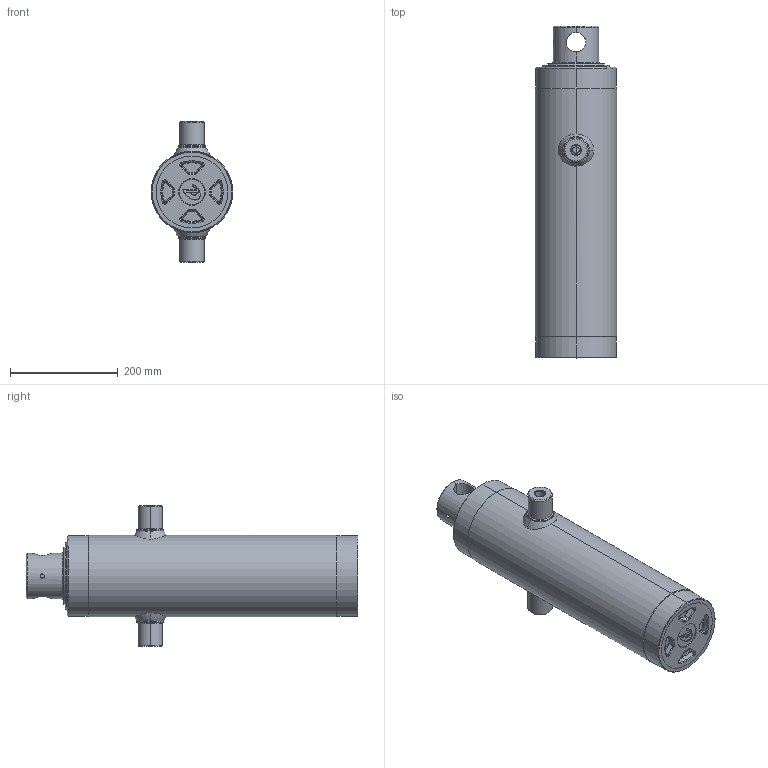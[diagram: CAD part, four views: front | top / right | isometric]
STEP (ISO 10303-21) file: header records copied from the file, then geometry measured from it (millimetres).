
FILE_DESCRIPTION (( 'STEP AP203' ), '1' );
FILE_NAME ('313.I.STEP', '2014-10-13T09:52:15', ( '' ), ( '' ), 'SwSTEP 2.0', 'SolidWorks 2013', '' );
FILE_SCHEMA (( 'CONFIG_CONTROL_DESIGN' ));
Length unit declared in the file: millimetre
Products named in the file (1): 313.I
Bounding box: 151.5 x 615 x 260.5 mm (x, y, z)
Surface area: 835871 mm2 (no closed solid volume)
Topology: 0 solids, 13 shells, 243 faces, 624 edges, 386 vertices
Faces by surface type: cylinder 74, torus 72, cone 64, plane 27, bspline 6
Entity records: 9509 total; most frequent: CARTESIAN_POINT 3492, DIRECTION 1399, ORIENTED_EDGE 1107, EDGE_CURVE 624, AXIS2_PLACEMENT_3D 600, VERTEX_POINT 386, CIRCLE 362, EDGE_LOOP 257
